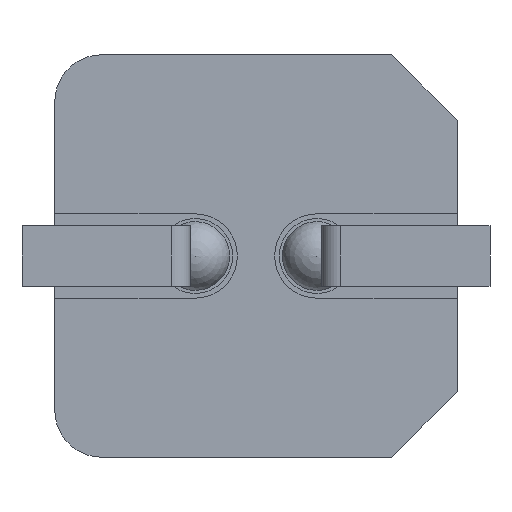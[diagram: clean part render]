
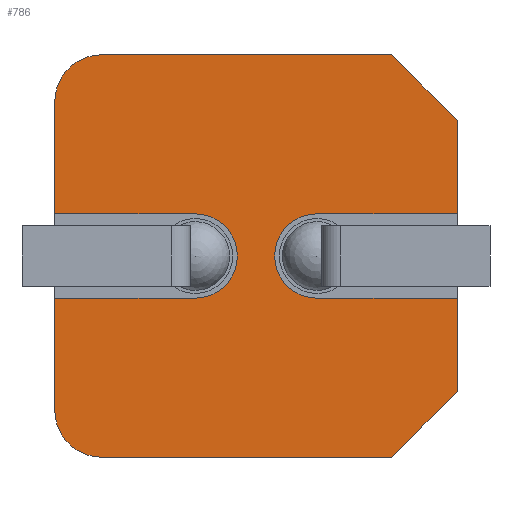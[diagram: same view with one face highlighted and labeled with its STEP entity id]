
A CAD part, front view. The second image highlights one B-rep face of the part: STEP entity #786.
In plain terms, the highlighted planar face has unit normal (0, -1, 0).
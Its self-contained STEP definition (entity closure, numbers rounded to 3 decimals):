
#7 = VECTOR ( 'NONE', #979, 1000. ) ;
#14 = EDGE_CURVE ( 'NONE', #267, #394, #1148, .T. ) ;
#28 = CARTESIAN_POINT ( 'NONE',  ( 2.15, 0., 0.45 ) ) ;
#81 = VECTOR ( 'NONE', #206, 1000. ) ;
#83 = VERTEX_POINT ( 'NONE', #667 ) ;
#87 = CARTESIAN_POINT ( 'NONE',  ( -2.15, 0., -1.65 ) ) ;
#94 = CARTESIAN_POINT ( 'NONE',  ( 1.45, 0., -2.15 ) ) ;
#102 = VERTEX_POINT ( 'NONE', #2267 ) ;
#112 = VERTEX_POINT ( 'NONE', #87 ) ;
#134 = VERTEX_POINT ( 'NONE', #1261 ) ;
#164 = DIRECTION ( 'NONE',  ( 0., 0., -1. ) ) ;
#183 = DIRECTION ( 'NONE',  ( 0., 0., -1. ) ) ;
#194 = AXIS2_PLACEMENT_3D ( 'NONE', #209, #1541, #989 ) ;
#206 = DIRECTION ( 'NONE',  ( 1., 0., 0. ) ) ;
#209 = CARTESIAN_POINT ( 'NONE',  ( 0., 0., 0. ) ) ;
#225 = EDGE_CURVE ( 'NONE', #134, #1342, #2257, .T. ) ;
#267 = VERTEX_POINT ( 'NONE', #2195 ) ;
#342 = VERTEX_POINT ( 'NONE', #2039 ) ;
#394 = VERTEX_POINT ( 'NONE', #2575 ) ;
#405 = EDGE_CURVE ( 'NONE', #342, #1520, #1579, .T. ) ;
#435 = LINE ( 'NONE', #958, #7 ) ;
#447 = CARTESIAN_POINT ( 'NONE',  ( 2.15, 0., 1.45 ) ) ;
#451 = VERTEX_POINT ( 'NONE', #494 ) ;
#492 = DIRECTION ( 'NONE',  ( 0.707, 0., 0.707 ) ) ;
#494 = CARTESIAN_POINT ( 'NONE',  ( 2.15, 0., -0.45 ) ) ;
#559 = EDGE_CURVE ( 'NONE', #83, #342, #1502, .T. ) ;
#570 = EDGE_CURVE ( 'NONE', #394, #134, #2491, .T. ) ;
#651 = ORIENTED_EDGE ( 'NONE', *, *, #1050, .T. ) ;
#667 = CARTESIAN_POINT ( 'NONE',  ( 0.65, 0., -0.45 ) ) ;
#668 = VECTOR ( 'NONE', #2283, 1000. ) ;
#680 = CARTESIAN_POINT ( 'NONE',  ( -1.65, 0., -2.15 ) ) ;
#695 = ORIENTED_EDGE ( 'NONE', *, *, #2444, .T. ) ;
#707 = VECTOR ( 'NONE', #833, 1000. ) ;
#737 = VECTOR ( 'NONE', #1185, 1000. ) ;
#782 = VECTOR ( 'NONE', #1344, 1000. ) ;
#786 = ADVANCED_FACE ( 'NONE', ( #1034 ), #1174, .T. ) ;
#833 = DIRECTION ( 'NONE',  ( 0., 0., -1. ) ) ;
#869 = CARTESIAN_POINT ( 'NONE',  ( 0., 0., -2.15 ) ) ;
#900 = ORIENTED_EDGE ( 'NONE', *, *, #1287, .T. ) ;
#911 = ORIENTED_EDGE ( 'NONE', *, *, #405, .T. ) ;
#922 = VERTEX_POINT ( 'NONE', #2201 ) ;
#934 = CARTESIAN_POINT ( 'NONE',  ( 0., 0., 0.45 ) ) ;
#942 = VECTOR ( 'NONE', #183, 1000. ) ;
#957 = DIRECTION ( 'NONE',  ( 0., 1., 0. ) ) ;
#958 = CARTESIAN_POINT ( 'NONE',  ( 0., 0., -0.45 ) ) ;
#960 = VECTOR ( 'NONE', #1981, 1000. ) ;
#971 = CARTESIAN_POINT ( 'NONE',  ( 1.45, 0., 2.15 ) ) ;
#979 = DIRECTION ( 'NONE',  ( -1., 0., 0. ) ) ;
#989 = DIRECTION ( 'NONE',  ( 0., 0., -1. ) ) ;
#993 = CARTESIAN_POINT ( 'NONE',  ( 2.15, 0., 0. ) ) ;
#1000 = LINE ( 'NONE', #2365, #942 ) ;
#1014 = AXIS2_PLACEMENT_3D ( 'NONE', #2046, #1093, #1409 ) ;
#1034 = FACE_OUTER_BOUND ( 'NONE', #2132, .T. ) ;
#1037 = CARTESIAN_POINT ( 'NONE',  ( -1.65, 0., 1.65 ) ) ;
#1050 = EDGE_CURVE ( 'NONE', #2414, #1589, #1662, .T. ) ;
#1093 = DIRECTION ( 'NONE',  ( 0., -1., 0. ) ) ;
#1094 = DIRECTION ( 'NONE',  ( 0., 0., 1. ) ) ;
#1120 = CARTESIAN_POINT ( 'NONE',  ( -1.65, 0., 2.15 ) ) ;
#1148 = LINE ( 'NONE', #2194, #81 ) ;
#1174 = PLANE ( 'NONE',  #194 ) ;
#1184 = LINE ( 'NONE', #2383, #960 ) ;
#1185 = DIRECTION ( 'NONE',  ( 0., 0., 1. ) ) ;
#1196 = LINE ( 'NONE', #1255, #2474 ) ;
#1231 = ORIENTED_EDGE ( 'NONE', *, *, #2312, .T. ) ;
#1246 = EDGE_CURVE ( 'NONE', #1520, #2036, #2060, .T. ) ;
#1248 = ORIENTED_EDGE ( 'NONE', *, *, #1829, .T. ) ;
#1253 = CARTESIAN_POINT ( 'NONE',  ( -2.15, 0., 1.65 ) ) ;
#1255 = CARTESIAN_POINT ( 'NONE',  ( 2.15, 0., 1.45 ) ) ;
#1261 = CARTESIAN_POINT ( 'NONE',  ( -0.65, 0., -0.45 ) ) ;
#1287 = EDGE_CURVE ( 'NONE', #1342, #112, #1000, .T. ) ;
#1342 = VERTEX_POINT ( 'NONE', #1955 ) ;
#1344 = DIRECTION ( 'NONE',  ( 0., 0., 1. ) ) ;
#1362 = VERTEX_POINT ( 'NONE', #971 ) ;
#1409 = DIRECTION ( 'NONE',  ( 0., 0., 1. ) ) ;
#1427 = ORIENTED_EDGE ( 'NONE', *, *, #1870, .T. ) ;
#1428 = VECTOR ( 'NONE', #2212, 1000. ) ;
#1441 = LINE ( 'NONE', #869, #668 ) ;
#1502 = CIRCLE ( 'NONE', #2325, 0.45 ) ;
#1508 = LINE ( 'NONE', #993, #737 ) ;
#1520 = VERTEX_POINT ( 'NONE', #28 ) ;
#1529 = EDGE_CURVE ( 'NONE', #112, #2457, #2475, .T. ) ;
#1541 = DIRECTION ( 'NONE',  ( 0., -1., 0. ) ) ;
#1579 = LINE ( 'NONE', #934, #2015 ) ;
#1589 = VERTEX_POINT ( 'NONE', #1253 ) ;
#1619 = CARTESIAN_POINT ( 'NONE',  ( -2.15, 0., 0. ) ) ;
#1662 = CIRCLE ( 'NONE', #1806, 0.5 ) ;
#1683 = ORIENTED_EDGE ( 'NONE', *, *, #1800, .T. ) ;
#1713 = DIRECTION ( 'NONE',  ( 0., 0., 1. ) ) ;
#1735 = DIRECTION ( 'NONE',  ( 0., 1., 0. ) ) ;
#1779 = CARTESIAN_POINT ( 'NONE',  ( 0., 0., -0.45 ) ) ;
#1800 = EDGE_CURVE ( 'NONE', #1362, #2414, #1184, .T. ) ;
#1806 = AXIS2_PLACEMENT_3D ( 'NONE', #1037, #1880, #1094 ) ;
#1829 = EDGE_CURVE ( 'NONE', #451, #83, #435, .T. ) ;
#1870 = EDGE_CURVE ( 'NONE', #102, #451, #1508, .T. ) ;
#1872 = ORIENTED_EDGE ( 'NONE', *, *, #225, .T. ) ;
#1880 = DIRECTION ( 'NONE',  ( 0., -1., 0. ) ) ;
#1926 = ORIENTED_EDGE ( 'NONE', *, *, #1529, .T. ) ;
#1941 = CARTESIAN_POINT ( 'NONE',  ( 0.65, 0., 0. ) ) ;
#1955 = CARTESIAN_POINT ( 'NONE',  ( -2.15, 0., -0.45 ) ) ;
#1970 = DIRECTION ( 'NONE',  ( 1., 0., 0. ) ) ;
#1981 = DIRECTION ( 'NONE',  ( -1., 0., 0. ) ) ;
#1991 = ORIENTED_EDGE ( 'NONE', *, *, #570, .T. ) ;
#2004 = ORIENTED_EDGE ( 'NONE', *, *, #14, .T. ) ;
#2015 = VECTOR ( 'NONE', #1970, 1000. ) ;
#2036 = VERTEX_POINT ( 'NONE', #447 ) ;
#2039 = CARTESIAN_POINT ( 'NONE',  ( 0.65, 0., 0.45 ) ) ;
#2046 = CARTESIAN_POINT ( 'NONE',  ( -1.65, 0., -1.65 ) ) ;
#2060 = LINE ( 'NONE', #2570, #782 ) ;
#2071 = LINE ( 'NONE', #1619, #707 ) ;
#2111 = ORIENTED_EDGE ( 'NONE', *, *, #559, .T. ) ;
#2132 = EDGE_LOOP ( 'NONE', ( #1926, #1231, #695, #1427, #1248, #2111, #911, #2347, #2341, #1683, #651, #2233, #2004, #1991, #1872, #900 ) ) ;
#2140 = EDGE_CURVE ( 'NONE', #1589, #267, #2071, .T. ) ;
#2178 = VECTOR ( 'NONE', #492, 1000. ) ;
#2194 = CARTESIAN_POINT ( 'NONE',  ( 0., 0., 0.45 ) ) ;
#2195 = CARTESIAN_POINT ( 'NONE',  ( -2.15, 0., 0.45 ) ) ;
#2201 = CARTESIAN_POINT ( 'NONE',  ( 1.45, 0., -2.15 ) ) ;
#2212 = DIRECTION ( 'NONE',  ( -1., 0., 0. ) ) ;
#2233 = ORIENTED_EDGE ( 'NONE', *, *, #2140, .T. ) ;
#2257 = LINE ( 'NONE', #1779, #1428 ) ;
#2267 = CARTESIAN_POINT ( 'NONE',  ( 2.15, 0., -1.45 ) ) ;
#2283 = DIRECTION ( 'NONE',  ( 1., 0., 0. ) ) ;
#2312 = EDGE_CURVE ( 'NONE', #2457, #922, #1441, .T. ) ;
#2325 = AXIS2_PLACEMENT_3D ( 'NONE', #1941, #957, #164 ) ;
#2341 = ORIENTED_EDGE ( 'NONE', *, *, #2576, .T. ) ;
#2347 = ORIENTED_EDGE ( 'NONE', *, *, #1246, .T. ) ;
#2365 = CARTESIAN_POINT ( 'NONE',  ( -2.15, 0., 0. ) ) ;
#2383 = CARTESIAN_POINT ( 'NONE',  ( 0., 0., 2.15 ) ) ;
#2414 = VERTEX_POINT ( 'NONE', #1120 ) ;
#2444 = EDGE_CURVE ( 'NONE', #922, #102, #2540, .T. ) ;
#2457 = VERTEX_POINT ( 'NONE', #680 ) ;
#2458 = AXIS2_PLACEMENT_3D ( 'NONE', #2584, #1735, #1713 ) ;
#2473 = DIRECTION ( 'NONE',  ( -0.707, 0., 0.707 ) ) ;
#2474 = VECTOR ( 'NONE', #2473, 1000. ) ;
#2475 = CIRCLE ( 'NONE', #1014, 0.5 ) ;
#2491 = CIRCLE ( 'NONE', #2458, 0.45 ) ;
#2540 = LINE ( 'NONE', #94, #2178 ) ;
#2570 = CARTESIAN_POINT ( 'NONE',  ( 2.15, 0., 0. ) ) ;
#2575 = CARTESIAN_POINT ( 'NONE',  ( -0.65, 0., 0.45 ) ) ;
#2576 = EDGE_CURVE ( 'NONE', #2036, #1362, #1196, .T. ) ;
#2584 = CARTESIAN_POINT ( 'NONE',  ( -0.65, 0., 0. ) ) ;
